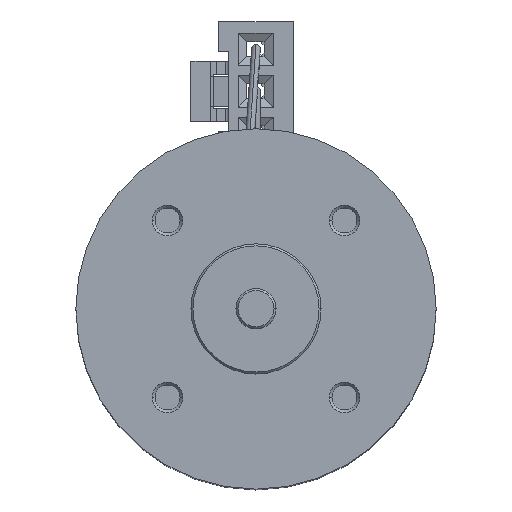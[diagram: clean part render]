
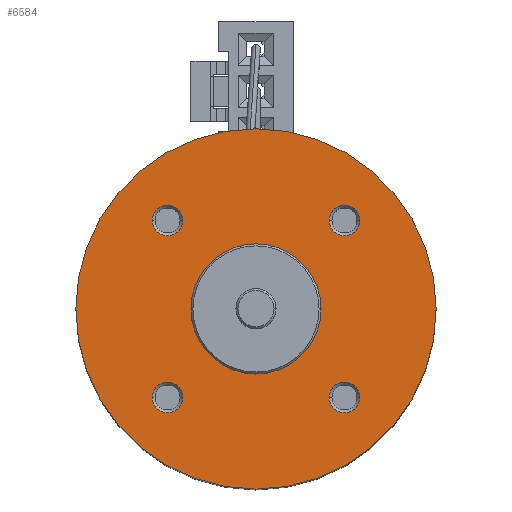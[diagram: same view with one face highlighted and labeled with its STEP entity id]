
A CAD part, top view. The second image highlights one B-rep face of the part: STEP entity #6584.
In plain terms, the highlighted planar face has unit normal (0, 0, 1).
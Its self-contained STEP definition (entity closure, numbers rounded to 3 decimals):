
#259 = VERTEX_POINT ( 'NONE', #6387 ) ;
#526 = VERTEX_POINT ( 'NONE', #5925 ) ;
#529 = VERTEX_POINT ( 'NONE', #5928 ) ;
#530 = VERTEX_POINT ( 'NONE', #5929 ) ;
#538 = VERTEX_POINT ( 'NONE', #5937 ) ;
#539 = VERTEX_POINT ( 'NONE', #5938 ) ;
#549 = VERTEX_POINT ( 'NONE', #5948 ) ;
#558 = VERTEX_POINT ( 'NONE', #5957 ) ;
#2383 = VERTEX_POINT ( 'NONE', #4834 ) ;
#2400 = VERTEX_POINT ( 'NONE', #4850 ) ;
#2444 = VERTEX_POINT ( 'NONE', #4894 ) ;
#2504 = VERTEX_POINT ( 'NONE', #4398 ) ;
#3318 = CARTESIAN_POINT ( 'NONE',  ( 0., 0., 50.2 ) ) ;
#3319 = DIRECTION ( 'NONE',  ( 0., 0., 1. ) ) ;
#3320 = DIRECTION ( 'NONE',  ( 1., 0., 0. ) ) ;
#3321 = CARTESIAN_POINT ( 'NONE',  ( 8.839, -8.839, 50.2 ) ) ;
#3322 = DIRECTION ( 'NONE',  ( 0., 0., 1. ) ) ;
#3323 = DIRECTION ( 'NONE',  ( 1., 0., 0. ) ) ;
#3330 = CARTESIAN_POINT ( 'NONE',  ( -8.839, -8.839, 50.2 ) ) ;
#3331 = DIRECTION ( 'NONE',  ( 0., 0., 1. ) ) ;
#3332 = DIRECTION ( 'NONE',  ( 1., 0., 0. ) ) ;
#3339 = CARTESIAN_POINT ( 'NONE',  ( -8.839, 8.839, 50.2 ) ) ;
#3340 = DIRECTION ( 'NONE',  ( 0., 0., 1. ) ) ;
#3341 = DIRECTION ( 'NONE',  ( 1., 0., 0. ) ) ;
#3348 = CARTESIAN_POINT ( 'NONE',  ( 8.839, 8.839, 50.2 ) ) ;
#3349 = DIRECTION ( 'NONE',  ( 0., 0., 1. ) ) ;
#3350 = DIRECTION ( 'NONE',  ( 1., 0., 0. ) ) ;
#3357 = CARTESIAN_POINT ( 'NONE',  ( 0., 0., 50.2 ) ) ;
#3358 = DIRECTION ( 'NONE',  ( 0., 0., 1. ) ) ;
#3359 = DIRECTION ( 'NONE',  ( 1., 0., 0. ) ) ;
#3402 = CARTESIAN_POINT ( 'NONE',  ( 0., 0., 50.2 ) ) ;
#3403 = DIRECTION ( 'NONE',  ( 0., 0., 1. ) ) ;
#3404 = DIRECTION ( 'NONE',  ( 1., 0., 0. ) ) ;
#3415 = CARTESIAN_POINT ( 'NONE',  ( 8.839, 8.839, 50.2 ) ) ;
#3416 = DIRECTION ( 'NONE',  ( 0., 0., 1. ) ) ;
#3417 = DIRECTION ( 'NONE',  ( 1., 0., 0. ) ) ;
#3432 = CARTESIAN_POINT ( 'NONE',  ( -8.839, 8.839, 50.2 ) ) ;
#3433 = DIRECTION ( 'NONE',  ( 0., 0., 1. ) ) ;
#3434 = DIRECTION ( 'NONE',  ( 1., 0., 0. ) ) ;
#3449 = CARTESIAN_POINT ( 'NONE',  ( -8.839, -8.839, 50.2 ) ) ;
#3450 = DIRECTION ( 'NONE',  ( 0., 0., 1. ) ) ;
#3451 = DIRECTION ( 'NONE',  ( 1., 0., 0. ) ) ;
#3466 = CARTESIAN_POINT ( 'NONE',  ( 8.839, -8.839, 50.2 ) ) ;
#3467 = DIRECTION ( 'NONE',  ( 0., 0., 1. ) ) ;
#3468 = DIRECTION ( 'NONE',  ( 1., 0., 0. ) ) ;
#3474 = CARTESIAN_POINT ( 'NONE',  ( 0., 0., 50.2 ) ) ;
#3475 = DIRECTION ( 'NONE',  ( 0., 0., 1. ) ) ;
#3476 = DIRECTION ( 'NONE',  ( 1., 0., 0. ) ) ;
#4116 = CIRCLE ( 'NONE', #8580, 6.5 ) ;
#4125 = CIRCLE ( 'NONE', #8581, 1.525 ) ;
#4128 = CIRCLE ( 'NONE', #8584, 1.525 ) ;
#4131 = CIRCLE ( 'NONE', #8587, 1.525 ) ;
#4134 = CIRCLE ( 'NONE', #8590, 1.525 ) ;
#4137 = CIRCLE ( 'NONE', #8593, 18. ) ;
#4158 = CIRCLE ( 'NONE', #8603, 18. ) ;
#4166 = CIRCLE ( 'NONE', #8605, 1.525 ) ;
#4177 = CIRCLE ( 'NONE', #8608, 1.525 ) ;
#4188 = CIRCLE ( 'NONE', #8611, 1.525 ) ;
#4199 = CIRCLE ( 'NONE', #8614, 1.525 ) ;
#4205 = CIRCLE ( 'NONE', #8616, 6.5 ) ;
#4398 = CARTESIAN_POINT ( 'NONE',  ( 10.364, 8.839, 50.2 ) ) ;
#4834 = CARTESIAN_POINT ( 'NONE',  ( -18., 0., 50.2 ) ) ;
#4850 = CARTESIAN_POINT ( 'NONE',  ( -10.364, 8.839, 50.2 ) ) ;
#4894 = CARTESIAN_POINT ( 'NONE',  ( 7.314, 8.839, 50.2 ) ) ;
#5278 = DIRECTION ( 'NONE',  ( 0., 0., 1. ) ) ;
#5282 = PLANE ( 'NONE',  #8765 ) ;
#5286 = CARTESIAN_POINT ( 'NONE',  ( 0., 0., 50.2 ) ) ;
#5290 = DIRECTION ( 'NONE',  ( 1., 0., 0. ) ) ;
#5697 = EDGE_CURVE ( 'NONE', #526, #549, #4116, .T. ) ;
#5698 = EDGE_CURVE ( 'NONE', #530, #529, #4125, .T. ) ;
#5701 = EDGE_CURVE ( 'NONE', #538, #539, #4128, .T. ) ;
#5704 = EDGE_CURVE ( 'NONE', #558, #2400, #4131, .T. ) ;
#5707 = EDGE_CURVE ( 'NONE', #2504, #2444, #4134, .T. ) ;
#5710 = EDGE_CURVE ( 'NONE', #2383, #259, #4137, .T. ) ;
#5726 = EDGE_CURVE ( 'NONE', #259, #2383, #4158, .T. ) ;
#5731 = EDGE_CURVE ( 'NONE', #2444, #2504, #4166, .T. ) ;
#5738 = EDGE_CURVE ( 'NONE', #2400, #558, #4177, .T. ) ;
#5745 = EDGE_CURVE ( 'NONE', #539, #538, #4188, .T. ) ;
#5752 = EDGE_CURVE ( 'NONE', #529, #530, #4199, .T. ) ;
#5756 = EDGE_CURVE ( 'NONE', #549, #526, #4205, .T. ) ;
#5925 = CARTESIAN_POINT ( 'NONE',  ( -6.5, 0., 50.2 ) ) ;
#5928 = CARTESIAN_POINT ( 'NONE',  ( 7.314, -8.839, 50.2 ) ) ;
#5929 = CARTESIAN_POINT ( 'NONE',  ( 10.364, -8.839, 50.2 ) ) ;
#5937 = CARTESIAN_POINT ( 'NONE',  ( -7.314, -8.839, 50.2 ) ) ;
#5938 = CARTESIAN_POINT ( 'NONE',  ( -10.364, -8.839, 50.2 ) ) ;
#5948 = CARTESIAN_POINT ( 'NONE',  ( 6.5, 0., 50.2 ) ) ;
#5957 = CARTESIAN_POINT ( 'NONE',  ( -7.314, 8.839, 50.2 ) ) ;
#6387 = CARTESIAN_POINT ( 'NONE',  ( 18., 0., 50.2 ) ) ;
#6584 = ADVANCED_FACE ( 'NONE', ( #9312, #9318, #9316, #9315, #9314, #9319 ), #5282, .T. ) ;
#7614 = EDGE_LOOP ( 'NONE', ( #10951, #10950 ) ) ;
#7615 = EDGE_LOOP ( 'NONE', ( #10961, #10960 ) ) ;
#7616 = EDGE_LOOP ( 'NONE', ( #10955, #10954 ) ) ;
#7618 = EDGE_LOOP ( 'NONE', ( #10953, #10952 ) ) ;
#7622 = EDGE_LOOP ( 'NONE', ( #10957, #10956 ) ) ;
#7625 = EDGE_LOOP ( 'NONE', ( #10959, #10958 ) ) ;
#8580 = AXIS2_PLACEMENT_3D ( 'NONE', #3318, #3319, #3320 ) ;
#8581 = AXIS2_PLACEMENT_3D ( 'NONE', #3321, #3322, #3323 ) ;
#8584 = AXIS2_PLACEMENT_3D ( 'NONE', #3330, #3331, #3332 ) ;
#8587 = AXIS2_PLACEMENT_3D ( 'NONE', #3339, #3340, #3341 ) ;
#8590 = AXIS2_PLACEMENT_3D ( 'NONE', #3348, #3349, #3350 ) ;
#8593 = AXIS2_PLACEMENT_3D ( 'NONE', #3357, #3358, #3359 ) ;
#8603 = AXIS2_PLACEMENT_3D ( 'NONE', #3402, #3403, #3404 ) ;
#8605 = AXIS2_PLACEMENT_3D ( 'NONE', #3415, #3416, #3417 ) ;
#8608 = AXIS2_PLACEMENT_3D ( 'NONE', #3432, #3433, #3434 ) ;
#8611 = AXIS2_PLACEMENT_3D ( 'NONE', #3449, #3450, #3451 ) ;
#8614 = AXIS2_PLACEMENT_3D ( 'NONE', #3466, #3467, #3468 ) ;
#8616 = AXIS2_PLACEMENT_3D ( 'NONE', #3474, #3475, #3476 ) ;
#8765 = AXIS2_PLACEMENT_3D ( 'NONE', #5286, #5278, #5290 ) ;
#9312 = FACE_BOUND ( 'NONE', #7615, .T. ) ;
#9314 = FACE_OUTER_BOUND ( 'NONE', #7618, .T. ) ;
#9315 = FACE_BOUND ( 'NONE', #7616, .T. ) ;
#9316 = FACE_BOUND ( 'NONE', #7622, .T. ) ;
#9318 = FACE_BOUND ( 'NONE', #7625, .T. ) ;
#9319 = FACE_BOUND ( 'NONE', #7614, .T. ) ;
#10950 = ORIENTED_EDGE ( 'NONE', *, *, #5756, .F. ) ;
#10951 = ORIENTED_EDGE ( 'NONE', *, *, #5697, .F. ) ;
#10952 = ORIENTED_EDGE ( 'NONE', *, *, #5726, .T. ) ;
#10953 = ORIENTED_EDGE ( 'NONE', *, *, #5710, .T. ) ;
#10954 = ORIENTED_EDGE ( 'NONE', *, *, #5731, .F. ) ;
#10955 = ORIENTED_EDGE ( 'NONE', *, *, #5707, .F. ) ;
#10956 = ORIENTED_EDGE ( 'NONE', *, *, #5738, .F. ) ;
#10957 = ORIENTED_EDGE ( 'NONE', *, *, #5704, .F. ) ;
#10958 = ORIENTED_EDGE ( 'NONE', *, *, #5745, .F. ) ;
#10959 = ORIENTED_EDGE ( 'NONE', *, *, #5701, .F. ) ;
#10960 = ORIENTED_EDGE ( 'NONE', *, *, #5752, .F. ) ;
#10961 = ORIENTED_EDGE ( 'NONE', *, *, #5698, .F. ) ;
